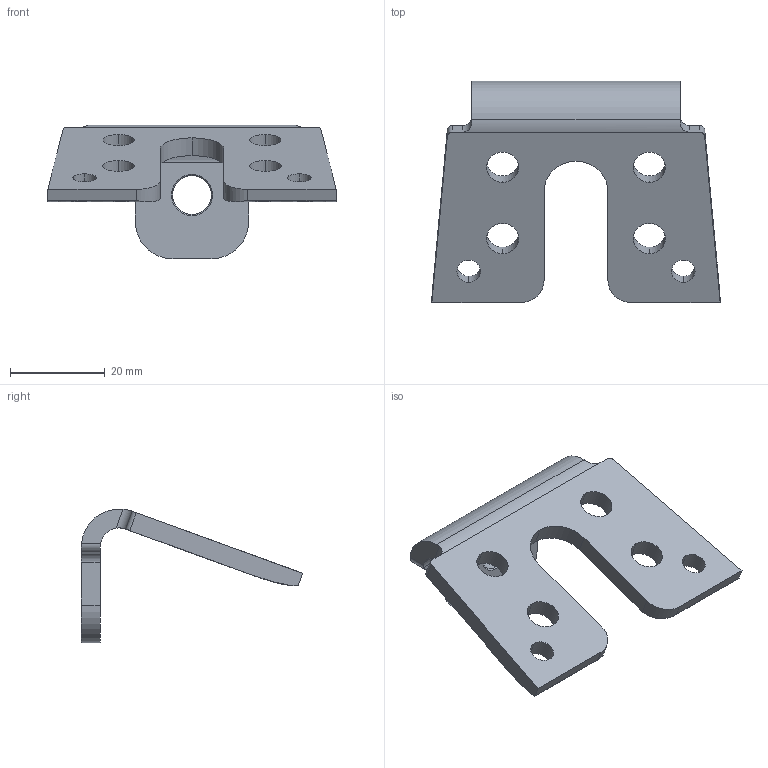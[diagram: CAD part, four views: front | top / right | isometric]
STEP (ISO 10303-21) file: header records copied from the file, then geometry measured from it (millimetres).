
FILE_DESCRIPTION (( 'STEP AP203' ), '1' );
FILE_NAME ('Insert_V7_GUI_02_31082018.STEP', '2018-08-31T13:39:24', ( '' ), ( '' ), 'SwSTEP 2.0', 'SolidWorks 2017', '' );
FILE_SCHEMA (( 'CONFIG_CONTROL_DESIGN' ));
Length unit declared in the file: millimetre
Products named in the file (2): Insert_V7_GUI_02_31082018
Bounding box: 60.88 x 46.71 x 28.29 mm (x, y, z)
Volume: 10016.1 mm3; surface area: 6760.3 mm2
Topology: 1 solids, 1 shells, 57 faces, 157 edges, 102 vertices
Faces by surface type: cylinder 32, plane 19, cone 4, bspline 2
Entity records: 2316 total; most frequent: CARTESIAN_POINT 686, ORIENTED_EDGE 314, DIRECTION 303, EDGE_CURVE 157, AXIS2_PLACEMENT_3D 113, VERTEX_POINT 102, VECTOR 77, LINE 77
